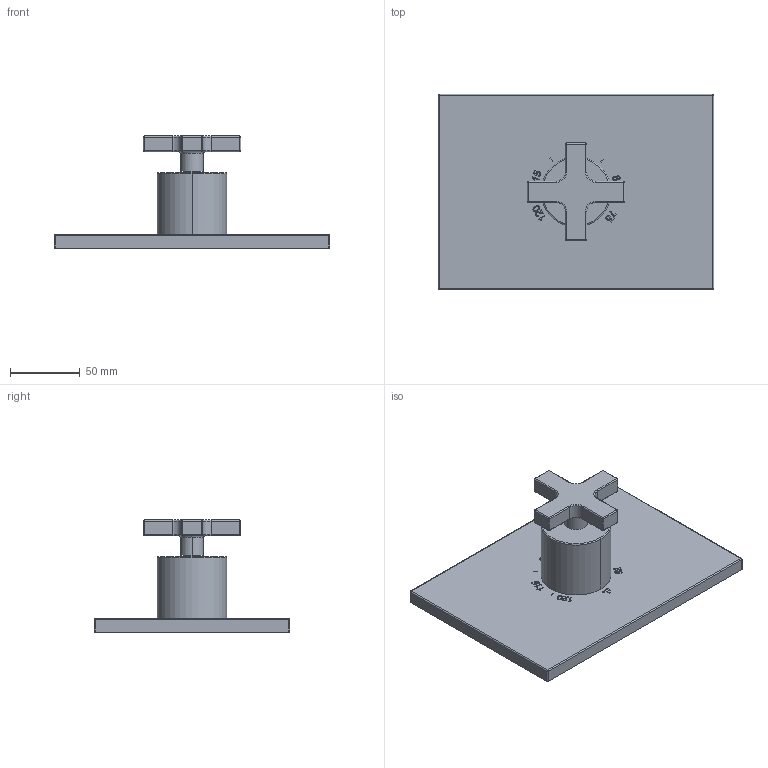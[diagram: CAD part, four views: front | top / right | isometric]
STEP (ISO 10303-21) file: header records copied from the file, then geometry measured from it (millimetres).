
FILE_DESCRIPTION((''),'2;1');
FILE_NAME('3-2064TS','2020-12-04T10:15:51',('jinson.thomas'),(''),'CREO PARAMETRIC BY PTC INC, 2018400','CREO PARAMETRIC BY PTC INC, 2018400','');
FILE_SCHEMA(('CONFIG_CONTROL_DESIGN'));
Length unit declared in the file: inch
Products named in the file (1): 3-2064TS
Bounding box: 196.85 x 139.7 x 80.14 mm (x, y, z)
Volume: 374257 mm3; surface area: 75539.2 mm2
Topology: 1 solids, 1 shells, 387 faces, 988 edges, 632 vertices
Faces by surface type: extrusion 178, plane 123, cylinder 54, sphere 20, torus 12
Entity records: 12040 total; most frequent: CARTESIAN_POINT 3253, ORIENTED_EDGE 1976, DIRECTION 1352, EDGE_CURVE 988, VECTOR 686, VERTEX_POINT 632, B_SPLINE_CURVE_WITH_KNOTS 534, LINE 508
